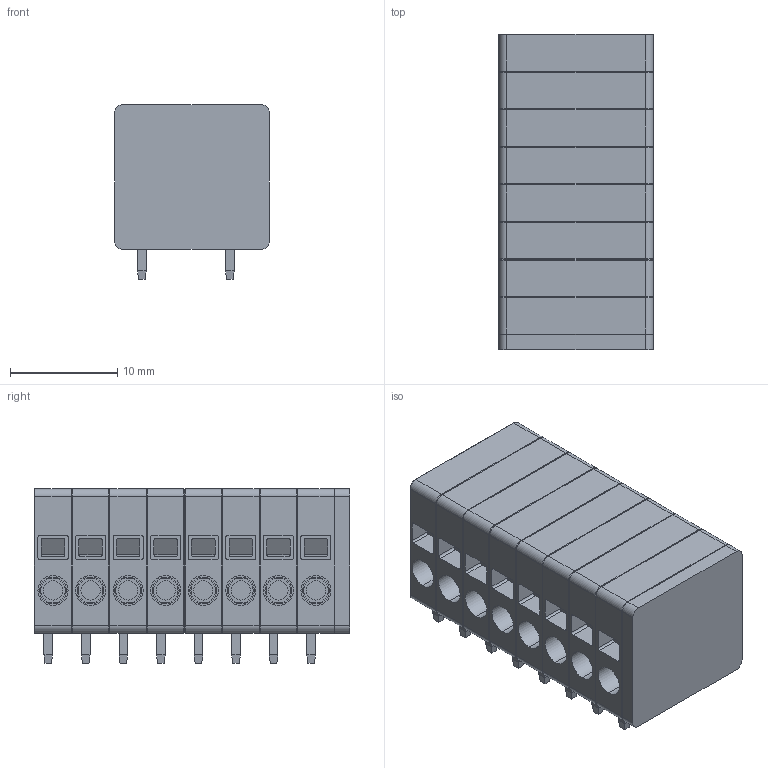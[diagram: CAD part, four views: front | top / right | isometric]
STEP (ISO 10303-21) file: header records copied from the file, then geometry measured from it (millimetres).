
FILE_DESCRIPTION (( 'STEP AP214' ), '1' );
FILE_NAME ('KF205R-3.5-8P.STEP', '2023-04-10T14:13:24', ( '' ), ( '' ), 'SwSTEP 2.0', 'SolidWorks 2022', '' );
FILE_SCHEMA (( 'AUTOMOTIVE_DESIGN' ));
Length unit declared in the file: millimetre
Products named in the file (3): KF205R-3.5-8P; KF205R 端盖; KF205R
Assembly tree (9 placements, depth 2):
  KF205R-3.5-8P
    KF205R  x8
    KF205R 端盖
Bounding box: 14.4 x 29.4 x 16.3 mm (x, y, z)
Volume: 5097.4 mm3; surface area: 7321.5 mm2
Topology: 9 solids, 9 shells, 650 faces, 1560 edges, 976 vertices
Faces by surface type: plane 422, cylinder 164, cone 64
Entity records: 3051 total; most frequent: CARTESIAN_POINT 478, DIRECTION 468, ORIENTED_EDGE 432, EDGE_CURVE 216, AXIS2_PLACEMENT_3D 158, LINE 152, VECTOR 152, VERTEX_POINT 136
